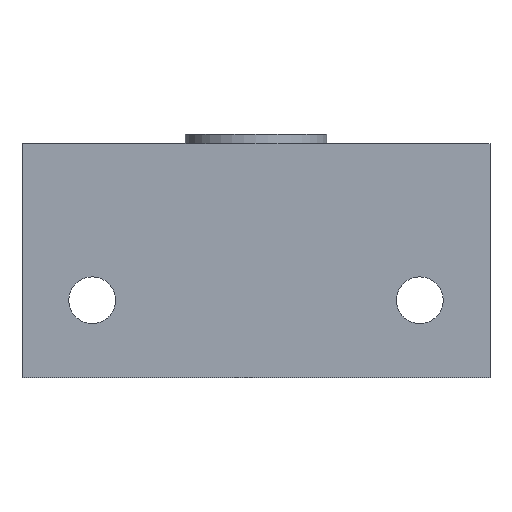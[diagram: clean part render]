
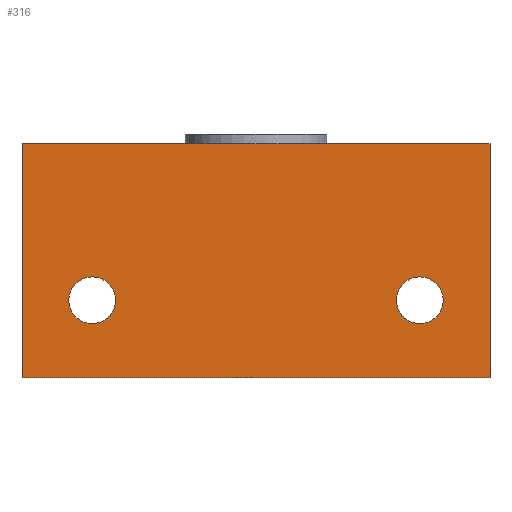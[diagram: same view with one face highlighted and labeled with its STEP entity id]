
A CAD part, front view. The second image highlights one B-rep face of the part: STEP entity #316.
In plain terms, the highlighted planar face has unit normal (0, -1, 0).
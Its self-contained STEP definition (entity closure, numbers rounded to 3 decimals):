
#1=DIRECTION('',(0.,0.,-1.));
#2=VECTOR('',#1,50.);
#3=CARTESIAN_POINT('',(0.,0.,0.));
#4=LINE('',#3,#2);
#5=DIRECTION('',(-1.,0.,0.));
#6=VECTOR('',#5,100.);
#7=CARTESIAN_POINT('',(0.,0.,-50.));
#8=LINE('',#7,#6);
#9=DIRECTION('',(0.,0.,1.));
#10=VECTOR('',#9,50.);
#11=CARTESIAN_POINT('',(-100.,0.,-50.));
#12=LINE('',#11,#10);
#13=DIRECTION('',(1.,0.,0.));
#14=VECTOR('',#13,100.);
#15=CARTESIAN_POINT('',(-100.,0.,0.));
#16=LINE('',#15,#14);
#17=CARTESIAN_POINT('',(-15.,0.,-33.46));
#18=DIRECTION('',(0.,1.,0.));
#19=DIRECTION('',(0.,0.,1.));
#20=AXIS2_PLACEMENT_3D('',#17,#18,#19);
#22=CARTESIAN_POINT('',(-15.,0.,-33.46));
#23=DIRECTION('',(0.,1.,0.));
#24=DIRECTION('',(0.,0.,-1.));
#25=AXIS2_PLACEMENT_3D('',#22,#23,#24);
#27=CARTESIAN_POINT('',(-85.,0.,-33.46));
#28=DIRECTION('',(0.,1.,0.));
#29=DIRECTION('',(0.,0.,1.));
#30=AXIS2_PLACEMENT_3D('',#27,#28,#29);
#32=CARTESIAN_POINT('',(-85.,0.,-33.46));
#33=DIRECTION('',(0.,1.,0.));
#34=DIRECTION('',(0.,0.,-1.));
#35=AXIS2_PLACEMENT_3D('',#32,#33,#34);
#225=CARTESIAN_POINT('',(0.,0.,0.));
#226=CARTESIAN_POINT('',(0.,0.,-50.));
#227=VERTEX_POINT('',#225);
#228=VERTEX_POINT('',#226);
#229=CARTESIAN_POINT('',(-100.,0.,-50.));
#230=VERTEX_POINT('',#229);
#231=CARTESIAN_POINT('',(-100.,0.,0.));
#232=VERTEX_POINT('',#231);
#273=CARTESIAN_POINT('',(-15.,0.,-28.46));
#274=CARTESIAN_POINT('',(-15.,0.,-38.46));
#275=VERTEX_POINT('',#273);
#276=VERTEX_POINT('',#274);
#277=CARTESIAN_POINT('',(-85.,0.,-28.46));
#278=CARTESIAN_POINT('',(-85.,0.,-38.46));
#279=VERTEX_POINT('',#277);
#280=VERTEX_POINT('',#278);
#289=CARTESIAN_POINT('',(0.,0.,0.));
#290=DIRECTION('',(0.,1.,0.));
#291=DIRECTION('',(-1.,0.,0.));
#292=AXIS2_PLACEMENT_3D('',#289,#290,#291);
#293=PLANE('',#292);
#295=ORIENTED_EDGE('',*,*,#294,.T.);
#297=ORIENTED_EDGE('',*,*,#296,.T.);
#299=ORIENTED_EDGE('',*,*,#298,.T.);
#301=ORIENTED_EDGE('',*,*,#300,.T.);
#302=EDGE_LOOP('',(#295,#297,#299,#301));
#303=FACE_OUTER_BOUND('',#302,.F.);
#305=ORIENTED_EDGE('',*,*,#304,.F.);
#307=ORIENTED_EDGE('',*,*,#306,.F.);
#308=EDGE_LOOP('',(#305,#307));
#309=FACE_BOUND('',#308,.F.);
#311=ORIENTED_EDGE('',*,*,#310,.F.);
#313=ORIENTED_EDGE('',*,*,#312,.F.);
#314=EDGE_LOOP('',(#311,#313));
#315=FACE_BOUND('',#314,.F.);
#316=ADVANCED_FACE('',(#303,#309,#315),#293,.F.);
#21=CIRCLE('',#20,5.);
#26=CIRCLE('',#25,5.);
#31=CIRCLE('',#30,5.);
#36=CIRCLE('',#35,5.);
#294=EDGE_CURVE('',#227,#228,#4,.T.);
#296=EDGE_CURVE('',#228,#230,#8,.T.);
#298=EDGE_CURVE('',#230,#232,#12,.T.);
#300=EDGE_CURVE('',#232,#227,#16,.T.);
#304=EDGE_CURVE('',#275,#276,#21,.T.);
#306=EDGE_CURVE('',#276,#275,#26,.T.);
#310=EDGE_CURVE('',#279,#280,#31,.T.);
#312=EDGE_CURVE('',#280,#279,#36,.T.);
